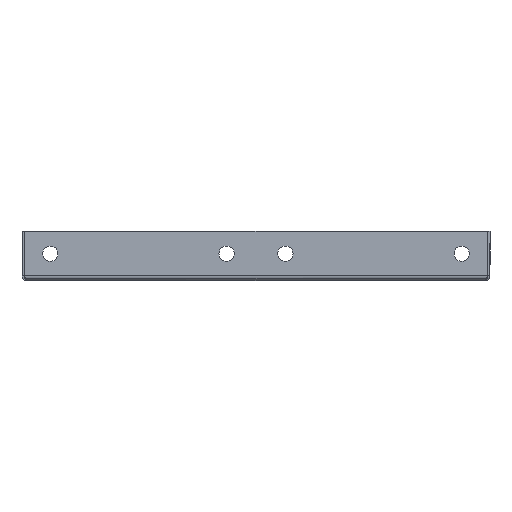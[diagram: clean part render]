
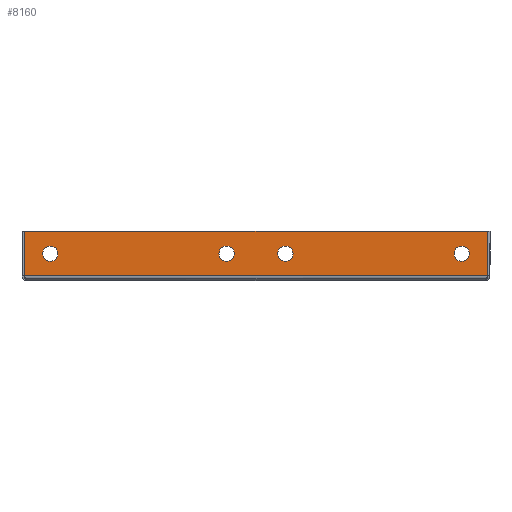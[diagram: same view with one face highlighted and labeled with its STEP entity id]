
A CAD part, front view. The second image highlights one B-rep face of the part: STEP entity #8160.
In plain terms, the highlighted planar face has unit normal (0, -1, 0).
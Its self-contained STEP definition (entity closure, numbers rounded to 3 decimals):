
#6 = EDGE_CURVE ( 'NONE', #12705, #15513, #7153, .T. ) ;
#92 = EDGE_LOOP ( 'NONE', ( #141, #14868 ) ) ;
#141 = ORIENTED_EDGE ( 'NONE', *, *, #10481, .T. ) ;
#425 = AXIS2_PLACEMENT_3D ( 'NONE', #3040, #14288, #13157 ) ;
#954 = CARTESIAN_POINT ( 'NONE',  ( -1.177, 0., 1. ) ) ;
#1146 = CIRCLE ( 'NONE', #2977, 3.25 ) ;
#1151 = CARTESIAN_POINT ( 'NONE',  ( -87., 0., 7.25 ) ) ;
#1287 = CARTESIAN_POINT ( 'NONE',  ( -112., 0., 13.75 ) ) ;
#1419 = AXIS2_PLACEMENT_3D ( 'NONE', #5758, #6822, #10735 ) ;
#1420 = LINE ( 'NONE', #3704, #6382 ) ;
#1431 = VERTEX_POINT ( 'NONE', #6442 ) ;
#1558 = DIRECTION ( 'NONE',  ( 0., 0., 1. ) ) ;
#1567 = VERTEX_POINT ( 'NONE', #4307 ) ;
#1814 = AXIS2_PLACEMENT_3D ( 'NONE', #12600, #6656, #3951 ) ;
#2134 = VERTEX_POINT ( 'NONE', #1151 ) ;
#2172 = AXIS2_PLACEMENT_3D ( 'NONE', #4471, #10599, #7003 ) ;
#2645 = FACE_BOUND ( 'NONE', #92, .T. ) ;
#2674 = CARTESIAN_POINT ( 'NONE',  ( -199., 0., 1. ) ) ;
#2682 = CARTESIAN_POINT ( 'NONE',  ( -1.177, 0., 1. ) ) ;
#2815 = PLANE ( 'NONE',  #1814 ) ;
#2977 = AXIS2_PLACEMENT_3D ( 'NONE', #7127, #4851, #12440 ) ;
#3040 = CARTESIAN_POINT ( 'NONE',  ( -87., 0., 10.5 ) ) ;
#3096 = DIRECTION ( 'NONE',  ( 0., 1., 0. ) ) ;
#3183 = VERTEX_POINT ( 'NONE', #12217 ) ;
#3235 = VECTOR ( 'NONE', #6446, 1000. ) ;
#3267 = EDGE_CURVE ( 'NONE', #2134, #3183, #14485, .T. ) ;
#3505 = CIRCLE ( 'NONE', #1419, 3.25 ) ;
#3519 = VECTOR ( 'NONE', #15634, 1000. ) ;
#3704 = CARTESIAN_POINT ( 'NONE',  ( 0., 0., 20. ) ) ;
#3731 = EDGE_CURVE ( 'NONE', #13396, #4917, #5836, .T. ) ;
#3951 = DIRECTION ( 'NONE',  ( 0., 0., 1. ) ) ;
#4063 = EDGE_CURVE ( 'NONE', #12705, #11286, #13708, .T. ) ;
#4281 = AXIS2_PLACEMENT_3D ( 'NONE', #9147, #3096, #1558 ) ;
#4307 = CARTESIAN_POINT ( 'NONE',  ( -12., 0., 13.75 ) ) ;
#4448 = VERTEX_POINT ( 'NONE', #4881 ) ;
#4471 = CARTESIAN_POINT ( 'NONE',  ( -112., 0., 10.5 ) ) ;
#4491 = EDGE_CURVE ( 'NONE', #3183, #2134, #8487, .T. ) ;
#4851 = DIRECTION ( 'NONE',  ( 0., 1., 0. ) ) ;
#4881 = CARTESIAN_POINT ( 'NONE',  ( -197.823, 0., 20. ) ) ;
#4917 = VERTEX_POINT ( 'NONE', #12516 ) ;
#5188 = FACE_BOUND ( 'NONE', #6392, .T. ) ;
#5428 = EDGE_CURVE ( 'NONE', #1431, #1567, #15988, .T. ) ;
#5484 = AXIS2_PLACEMENT_3D ( 'NONE', #8059, #13932, #11723 ) ;
#5621 = ORIENTED_EDGE ( 'NONE', *, *, #5428, .T. ) ;
#5758 = CARTESIAN_POINT ( 'NONE',  ( -12., 0., 10.5 ) ) ;
#5836 = CIRCLE ( 'NONE', #4281, 3.25 ) ;
#6163 = VECTOR ( 'NONE', #9355, 1000. ) ;
#6209 = EDGE_CURVE ( 'NONE', #15513, #4448, #1420, .T. ) ;
#6382 = VECTOR ( 'NONE', #8687, 1000. ) ;
#6392 = EDGE_LOOP ( 'NONE', ( #11905, #8154 ) ) ;
#6442 = CARTESIAN_POINT ( 'NONE',  ( -12., 0., 7.25 ) ) ;
#6446 = DIRECTION ( 'NONE',  ( -1., 0., 0. ) ) ;
#6656 = DIRECTION ( 'NONE',  ( 0., 1., 0. ) ) ;
#6822 = DIRECTION ( 'NONE',  ( 0., 1., 0. ) ) ;
#7003 = DIRECTION ( 'NONE',  ( 0., 0., 1. ) ) ;
#7127 = CARTESIAN_POINT ( 'NONE',  ( -187., 0., 10.5 ) ) ;
#7153 = LINE ( 'NONE', #954, #3519 ) ;
#7182 = EDGE_LOOP ( 'NONE', ( #11009, #14147, #13613, #14656 ) ) ;
#7565 = DIRECTION ( 'NONE',  ( 0., 1., 0. ) ) ;
#7691 = AXIS2_PLACEMENT_3D ( 'NONE', #13521, #7565, #12537 ) ;
#7831 = DIRECTION ( 'NONE',  ( 0., 0., 1. ) ) ;
#7904 = CARTESIAN_POINT ( 'NONE',  ( -12., 0., 10.5 ) ) ;
#8059 = CARTESIAN_POINT ( 'NONE',  ( -112., 0., 10.5 ) ) ;
#8154 = ORIENTED_EDGE ( 'NONE', *, *, #3267, .T. ) ;
#8160 = ADVANCED_FACE ( 'NONE', ( #15299, #15206, #5188, #2645, #8858 ), #2815, .F. ) ;
#8487 = CIRCLE ( 'NONE', #7691, 3.25 ) ;
#8676 = CARTESIAN_POINT ( 'NONE',  ( -187., 0., 13.75 ) ) ;
#8687 = DIRECTION ( 'NONE',  ( -1., 0., 0. ) ) ;
#8858 = FACE_OUTER_BOUND ( 'NONE', #7182, .T. ) ;
#8879 = EDGE_LOOP ( 'NONE', ( #13073, #5621 ) ) ;
#8962 = AXIS2_PLACEMENT_3D ( 'NONE', #7904, #12965, #7831 ) ;
#9007 = EDGE_CURVE ( 'NONE', #15154, #14591, #15904, .T. ) ;
#9147 = CARTESIAN_POINT ( 'NONE',  ( -187., 0., 10.5 ) ) ;
#9194 = CARTESIAN_POINT ( 'NONE',  ( -197.823, 0., 1. ) ) ;
#9355 = DIRECTION ( 'NONE',  ( 0., 0., 1. ) ) ;
#10481 = EDGE_CURVE ( 'NONE', #14591, #15154, #14156, .T. ) ;
#10599 = DIRECTION ( 'NONE',  ( 0., 1., 0. ) ) ;
#10735 = DIRECTION ( 'NONE',  ( 0., 0., 1. ) ) ;
#11009 = ORIENTED_EDGE ( 'NONE', *, *, #4063, .F. ) ;
#11286 = VERTEX_POINT ( 'NONE', #13042 ) ;
#11646 = LINE ( 'NONE', #9194, #6163 ) ;
#11682 = EDGE_CURVE ( 'NONE', #1567, #1431, #3505, .T. ) ;
#11723 = DIRECTION ( 'NONE',  ( 0., 0., 1. ) ) ;
#11905 = ORIENTED_EDGE ( 'NONE', *, *, #4491, .T. ) ;
#12217 = CARTESIAN_POINT ( 'NONE',  ( -87., 0., 13.75 ) ) ;
#12306 = CARTESIAN_POINT ( 'NONE',  ( -1.177, 0., 20. ) ) ;
#12440 = DIRECTION ( 'NONE',  ( 0., 0., 1. ) ) ;
#12516 = CARTESIAN_POINT ( 'NONE',  ( -187., 0., 7.25 ) ) ;
#12537 = DIRECTION ( 'NONE',  ( 0., 0., 1. ) ) ;
#12600 = CARTESIAN_POINT ( 'NONE',  ( 0., 0., 0. ) ) ;
#12705 = VERTEX_POINT ( 'NONE', #2682 ) ;
#12965 = DIRECTION ( 'NONE',  ( 0., 1., 0. ) ) ;
#13042 = CARTESIAN_POINT ( 'NONE',  ( -197.823, 0., 1. ) ) ;
#13073 = ORIENTED_EDGE ( 'NONE', *, *, #11682, .T. ) ;
#13157 = DIRECTION ( 'NONE',  ( 0., 0., 1. ) ) ;
#13303 = ORIENTED_EDGE ( 'NONE', *, *, #13420, .T. ) ;
#13396 = VERTEX_POINT ( 'NONE', #8676 ) ;
#13420 = EDGE_CURVE ( 'NONE', #4917, #13396, #1146, .T. ) ;
#13521 = CARTESIAN_POINT ( 'NONE',  ( -87., 0., 10.5 ) ) ;
#13600 = ORIENTED_EDGE ( 'NONE', *, *, #3731, .T. ) ;
#13613 = ORIENTED_EDGE ( 'NONE', *, *, #6209, .T. ) ;
#13708 = LINE ( 'NONE', #2674, #3235 ) ;
#13932 = DIRECTION ( 'NONE',  ( 0., 1., 0. ) ) ;
#14147 = ORIENTED_EDGE ( 'NONE', *, *, #6, .T. ) ;
#14156 = CIRCLE ( 'NONE', #2172, 3.25 ) ;
#14218 = EDGE_LOOP ( 'NONE', ( #13600, #13303 ) ) ;
#14228 = CARTESIAN_POINT ( 'NONE',  ( -112., 0., 7.25 ) ) ;
#14288 = DIRECTION ( 'NONE',  ( 0., 1., 0. ) ) ;
#14485 = CIRCLE ( 'NONE', #425, 3.25 ) ;
#14591 = VERTEX_POINT ( 'NONE', #1287 ) ;
#14632 = EDGE_CURVE ( 'NONE', #11286, #4448, #11646, .T. ) ;
#14656 = ORIENTED_EDGE ( 'NONE', *, *, #14632, .F. ) ;
#14868 = ORIENTED_EDGE ( 'NONE', *, *, #9007, .T. ) ;
#15154 = VERTEX_POINT ( 'NONE', #14228 ) ;
#15206 = FACE_BOUND ( 'NONE', #8879, .T. ) ;
#15299 = FACE_BOUND ( 'NONE', #14218, .T. ) ;
#15513 = VERTEX_POINT ( 'NONE', #12306 ) ;
#15634 = DIRECTION ( 'NONE',  ( 0., 0., 1. ) ) ;
#15904 = CIRCLE ( 'NONE', #5484, 3.25 ) ;
#15988 = CIRCLE ( 'NONE', #8962, 3.25 ) ;
